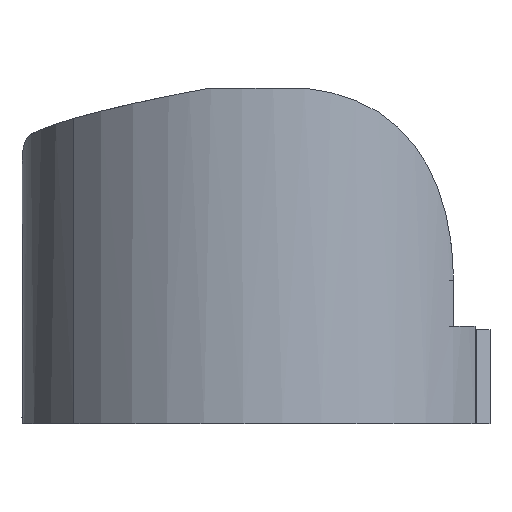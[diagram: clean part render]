
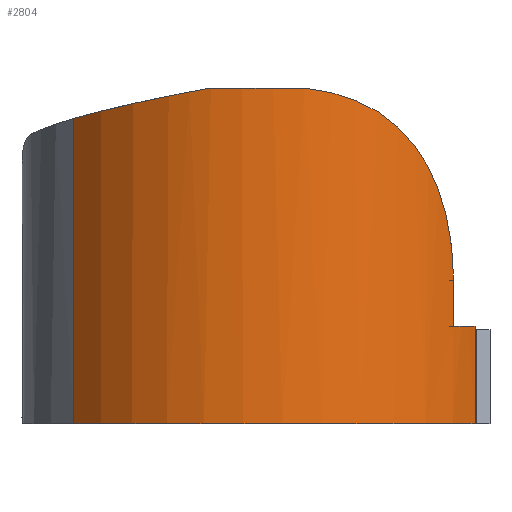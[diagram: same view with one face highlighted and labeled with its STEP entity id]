
A CAD part, left-side view. The second image highlights one B-rep face of the part: STEP entity #2804.
In plain terms, the highlighted cylindrical face has radius 19.05 mm (diameter 38.1 mm), a partial arc.
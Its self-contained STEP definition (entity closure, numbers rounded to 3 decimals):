
#31 = CARTESIAN_POINT ( 'NONE',  ( 158.278, -18.553, -11.303 ) ) ;
#107 = CARTESIAN_POINT ( 'NONE',  ( 181.651, 0., -24.016 ) ) ;
#183 = DIRECTION ( 'NONE',  ( -1., 0., 0. ) ) ;
#188 = EDGE_CURVE ( 'NONE', #395, #768, #1663, .T. ) ;
#195 = DIRECTION ( 'NONE',  ( 0., 0., 1. ) ) ;
#242 = CARTESIAN_POINT ( 'NONE',  ( 155.383, -17.63, 0. ) ) ;
#267 = ORIENTED_EDGE ( 'NONE', *, *, #2274, .F. ) ;
#306 = EDGE_CURVE ( 'NONE', #691, #768, #2203, .T. ) ;
#349 = LINE ( 'NONE', #2224, #1369 ) ;
#395 = VERTEX_POINT ( 'NONE', #1850 ) ;
#408 = AXIS2_PLACEMENT_3D ( 'NONE', #2591, #2767, #2780 ) ;
#440 =( BOUNDED_CURVE ( )  B_SPLINE_CURVE ( 3, ( #924, #934, #950, #915 ),
 .UNSPECIFIED., .F., .F. ) 
 B_SPLINE_CURVE_WITH_KNOTS ( ( 4, 4 ),
 ( 1.27, 1.952 ),
 .UNSPECIFIED. ) 
 CURVE ( )  GEOMETRIC_REPRESENTATION_ITEM ( )  RATIONAL_B_SPLINE_CURVE ( ( 1., 0.962, 0.962, 1. ) ) 
 REPRESENTATION_ITEM ( '' )  );
#458 = CIRCLE ( 'NONE', #804, 19.05 ) ;
#468 = FACE_OUTER_BOUND ( 'NONE', #2172, .T. ) ;
#478 = ORIENTED_EDGE ( 'NONE', *, *, #2649, .F. ) ;
#484 = DIRECTION ( 'NONE',  ( 1., 0., 0. ) ) ;
#492 = DIRECTION ( 'NONE',  ( 0., 0., 1. ) ) ;
#560 = CARTESIAN_POINT ( 'NONE',  ( 171.731, -16.719, -26.416 ) ) ;
#561 = CARTESIAN_POINT ( 'NONE',  ( 162.601, 0., -26.416 ) ) ;
#562 = DIRECTION ( 'NONE',  ( 1., 0., 0. ) ) ;
#572 = DIRECTION ( 'NONE',  ( 0., 0., 1. ) ) ;
#583 = CARTESIAN_POINT ( 'NONE',  ( 162.601, 0., 0. ) ) ;
#670 = VECTOR ( 'NONE', #195, 1000. ) ;
#691 = VERTEX_POINT ( 'NONE', #31 ) ;
#768 = VERTEX_POINT ( 'NONE', #2331 ) ;
#802 = EDGE_CURVE ( 'NONE', #1218, #2430, #349, .T. ) ;
#804 = AXIS2_PLACEMENT_3D ( 'NONE', #583, #572, #562 ) ;
#915 = CARTESIAN_POINT ( 'NONE',  ( 177.389, -12.009, -26.416 ) ) ;
#916 = ORIENTED_EDGE ( 'NONE', *, *, #1025, .F. ) ;
#924 = CARTESIAN_POINT ( 'NONE',  ( 181.651, 0., -24.016 ) ) ;
#934 = CARTESIAN_POINT ( 'NONE',  ( 181.651, -4.417, -24.811 ) ) ;
#950 = CARTESIAN_POINT ( 'NONE',  ( 180.173, -8.58, -25.643 ) ) ;
#952 = LINE ( 'NONE', #1535, #670 ) ;
#1025 = EDGE_CURVE ( 'NONE', #1218, #1854, #440, .T. ) ;
#1114 = EDGE_CURVE ( 'NONE', #1356, #1854, #1264, .T. ) ;
#1145 = DIRECTION ( 'NONE',  ( 0., 0., 1. ) ) ;
#1177 = ORIENTED_EDGE ( 'NONE', *, *, #188, .T. ) ;
#1198 = AXIS2_PLACEMENT_3D ( 'NONE', #1574, #1145, #183 ) ;
#1218 = VERTEX_POINT ( 'NONE', #107 ) ;
#1264 = CIRCLE ( 'NONE', #1686, 19.05 ) ;
#1353 = ORIENTED_EDGE ( 'NONE', *, *, #306, .F. ) ;
#1356 = VERTEX_POINT ( 'NONE', #560 ) ;
#1369 = VECTOR ( 'NONE', #2211, 1000. ) ;
#1535 = CARTESIAN_POINT ( 'NONE',  ( 155.383, -17.63, -26.416 ) ) ;
#1540 = B_SPLINE_CURVE_WITH_KNOTS ( 'NONE', 3,
 ( #2009, #2021, #1954, #2323, #1950, #1960, #2342, #1831, #1825, #1857, #1845, #1871, #1869, #1880, #1876, #1892, #1888, #1900, #1897, #1921, #1910, #1908, #1933, #1931, #1945, #1942 ),
 .UNSPECIFIED., .F., .F.,
 ( 4, 2, 2, 2, 2, 2, 2, 2, 2, 2, 2, 2, 4 ),
 ( 0., 0.003, 0.004, 0.006, 0.008, 0.01, 0.011, 0.013, 0.014, 0.017, 0.018, 0.02, 0.022 ),
 .UNSPECIFIED. ) ;
#1574 = CARTESIAN_POINT ( 'NONE',  ( 162.601, 0., -26.416 ) ) ;
#1663 = CIRCLE ( 'NONE', #408, 19.05 ) ;
#1686 = AXIS2_PLACEMENT_3D ( 'NONE', #561, #492, #484 ) ;
#1825 = CARTESIAN_POINT ( 'NONE',  ( 165.069, -18.905, -24.026 ) ) ;
#1831 = CARTESIAN_POINT ( 'NONE',  ( 165.861, -18.788, -24.509 ) ) ;
#1845 = CARTESIAN_POINT ( 'NONE',  ( 163.573, -19.028, -22.878 ) ) ;
#1850 = CARTESIAN_POINT ( 'NONE',  ( 155.383, -17.63, -7.67 ) ) ;
#1854 = VERTEX_POINT ( 'NONE', #1974 ) ;
#1857 = CARTESIAN_POINT ( 'NONE',  ( 163.938, -19.007, -23.18 ) ) ;
#1862 = EDGE_CURVE ( 'NONE', #1356, #691, #1540, .T. ) ;
#1869 = CARTESIAN_POINT ( 'NONE',  ( 162.546, -19.053, -21.917 ) ) ;
#1871 = CARTESIAN_POINT ( 'NONE',  ( 162.878, -19.051, -22.248 ) ) ;
#1876 = CARTESIAN_POINT ( 'NONE',  ( 161.615, -19.027, -20.865 ) ) ;
#1880 = CARTESIAN_POINT ( 'NONE',  ( 161.915, -19.04, -21.226 ) ) ;
#1888 = CARTESIAN_POINT ( 'NONE',  ( 160.781, -18.964, -19.72 ) ) ;
#1892 = CARTESIAN_POINT ( 'NONE',  ( 161.047, -18.989, -20.111 ) ) ;
#1897 = CARTESIAN_POINT ( 'NONE',  ( 159.631, -18.82, -17.686 ) ) ;
#1900 = CARTESIAN_POINT ( 'NONE',  ( 160.044, -18.884, -18.523 ) ) ;
#1908 = CARTESIAN_POINT ( 'NONE',  ( 158.724, -18.652, -15.017 ) ) ;
#1910 = CARTESIAN_POINT ( 'NONE',  ( 158.978, -18.703, -15.922 ) ) ;
#1921 = CARTESIAN_POINT ( 'NONE',  ( 159.127, -18.731, -16.372 ) ) ;
#1931 = CARTESIAN_POINT ( 'NONE',  ( 158.364, -18.574, -13.182 ) ) ;
#1933 = CARTESIAN_POINT ( 'NONE',  ( 158.618, -18.629, -14.561 ) ) ;
#1942 = CARTESIAN_POINT ( 'NONE',  ( 158.278, -18.553, -11.303 ) ) ;
#1945 = CARTESIAN_POINT ( 'NONE',  ( 158.278, -18.553, -12.25 ) ) ;
#1950 = CARTESIAN_POINT ( 'NONE',  ( 168.371, -18.161, -25.633 ) ) ;
#1954 = CARTESIAN_POINT ( 'NONE',  ( 170.065, -17.55, -26.146 ) ) ;
#1960 = CARTESIAN_POINT ( 'NONE',  ( 167.519, -18.41, -25.304 ) ) ;
#1974 = CARTESIAN_POINT ( 'NONE',  ( 177.389, -12.009, -26.416 ) ) ;
#2009 = CARTESIAN_POINT ( 'NONE',  ( 171.731, -16.719, -26.416 ) ) ;
#2021 = CARTESIAN_POINT ( 'NONE',  ( 170.905, -17.171, -26.313 ) ) ;
#2104 = VERTEX_POINT ( 'NONE', #242 ) ;
#2167 = CYLINDRICAL_SURFACE ( 'NONE', #1198, 19.05 ) ;
#2172 = EDGE_LOOP ( 'NONE', ( #916, #2431, #478, #267, #1177, #1353, #2375, #2356 ) ) ;
#2203 = LINE ( 'NONE', #2347, #2657 ) ;
#2211 = DIRECTION ( 'NONE',  ( 0., 0., 1. ) ) ;
#2224 = CARTESIAN_POINT ( 'NONE',  ( 181.651, 0., -26.416 ) ) ;
#2274 = EDGE_CURVE ( 'NONE', #395, #2104, #952, .T. ) ;
#2296 = CARTESIAN_POINT ( 'NONE',  ( 181.651, 0., 0. ) ) ;
#2313 = DIRECTION ( 'NONE',  ( 0., 0., 1. ) ) ;
#2323 = CARTESIAN_POINT ( 'NONE',  ( 168.795, -18.02, -25.776 ) ) ;
#2331 = CARTESIAN_POINT ( 'NONE',  ( 158.278, -18.553, -7.67 ) ) ;
#2342 = CARTESIAN_POINT ( 'NONE',  ( 167.097, -18.516, -25.119 ) ) ;
#2347 = CARTESIAN_POINT ( 'NONE',  ( 158.278, -18.553, -26.416 ) ) ;
#2356 = ORIENTED_EDGE ( 'NONE', *, *, #1114, .T. ) ;
#2375 = ORIENTED_EDGE ( 'NONE', *, *, #1862, .F. ) ;
#2430 = VERTEX_POINT ( 'NONE', #2296 ) ;
#2431 = ORIENTED_EDGE ( 'NONE', *, *, #802, .T. ) ;
#2591 = CARTESIAN_POINT ( 'NONE',  ( 162.601, 0., -7.67 ) ) ;
#2649 = EDGE_CURVE ( 'NONE', #2104, #2430, #458, .T. ) ;
#2657 = VECTOR ( 'NONE', #2313, 1000. ) ;
#2767 = DIRECTION ( 'NONE',  ( 0., 0., 1. ) ) ;
#2780 = DIRECTION ( 'NONE',  ( 1., 0., 0. ) ) ;
#2804 = ADVANCED_FACE ( 'NONE', ( #468 ), #2167, .T. ) ;
